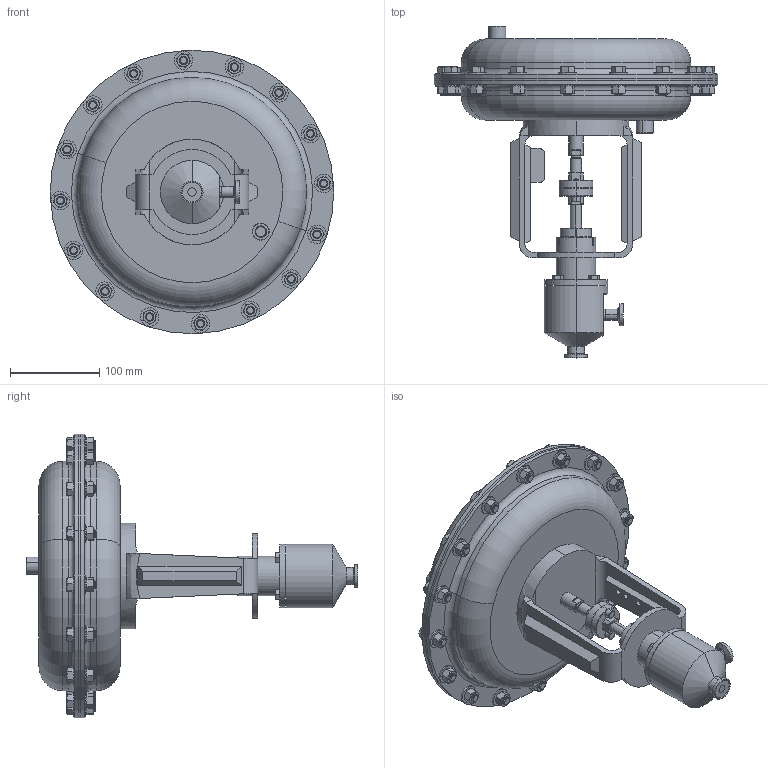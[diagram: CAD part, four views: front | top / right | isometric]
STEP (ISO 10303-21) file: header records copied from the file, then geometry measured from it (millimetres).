
FILE_DESCRIPTION (( 'STEP AP203' ), '1' );
FILE_NAME ('978E-050-JD-55M.STEP', '2017-06-08T20:48:20', ( '' ), ( '' ), 'SwSTEP 2.0', 'SolidWorks 2014', '' );
FILE_SCHEMA (( 'CONFIG_CONTROL_DESIGN' ));
Length unit declared in the file: inch
Products named in the file (2): 978E-050-JD-55M
Bounding box: 317.42 x 371.56 x 317.42 mm (x, y, z)
Volume: 5603685.3 mm3; surface area: 331750.4 mm2
Topology: 1 solids, 2 shells, 1037 faces, 2343 edges, 1423 vertices
Faces by surface type: plane 411, cone 405, cylinder 201, torus 18, bspline 2
Entity records: 31348 total; most frequent: CARTESIAN_POINT 8730, ORIENTED_EDGE 4686, DIRECTION 4583, EDGE_CURVE 2343, AXIS2_PLACEMENT_3D 1890, VERTEX_POINT 1423, EDGE_LOOP 1168, ADVANCED_FACE 1037
